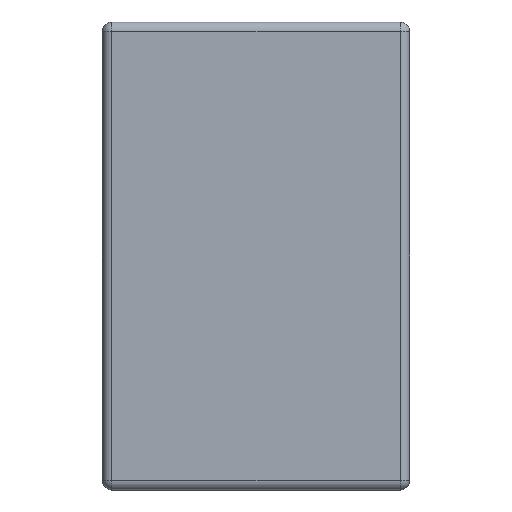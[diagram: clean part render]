
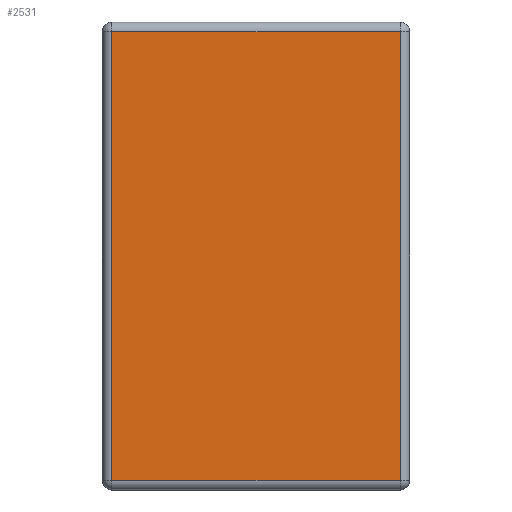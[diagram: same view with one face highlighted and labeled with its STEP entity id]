
A CAD part, left-side view. The second image highlights one B-rep face of the part: STEP entity #2531.
In plain terms, the highlighted planar face has unit normal (-1, 0, 0).
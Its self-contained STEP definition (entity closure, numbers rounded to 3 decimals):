
#17 = ORIENTED_EDGE ( 'NONE', *, *, #391, .T. ) ;
#126 = CARTESIAN_POINT ( 'NONE',  ( 0., 0., 0. ) ) ;
#214 = CARTESIAN_POINT ( 'NONE',  ( 0., 2.227, -0.073 ) ) ;
#391 = EDGE_CURVE ( 'NONE', #690, #3974, #1311, .T. ) ;
#436 = DIRECTION ( 'NONE',  ( 0., 0., -1. ) ) ;
#438 = VECTOR ( 'NONE', #436, 1000. ) ;
#471 = DIRECTION ( 'NONE',  ( -1., 0., 0. ) ) ;
#526 = LINE ( 'NONE', #2288, #1684 ) ;
#620 = AXIS2_PLACEMENT_3D ( 'NONE', #126, #471, #2548 ) ;
#690 = VERTEX_POINT ( 'NONE', #214 ) ;
#791 = ORIENTED_EDGE ( 'NONE', *, *, #1178, .T. ) ;
#923 = VECTOR ( 'NONE', #3084, 1000. ) ;
#1079 = FACE_OUTER_BOUND ( 'NONE', #1794, .T. ) ;
#1128 = CARTESIAN_POINT ( 'NONE',  ( 0., 2.227, -3.5 ) ) ;
#1178 = EDGE_CURVE ( 'NONE', #3282, #3898, #3932, .T. ) ;
#1194 = LINE ( 'NONE', #3775, #923 ) ;
#1272 = ORIENTED_EDGE ( 'NONE', *, *, #3628, .T. ) ;
#1311 = LINE ( 'NONE', #1128, #438 ) ;
#1490 = ORIENTED_EDGE ( 'NONE', *, *, #3888, .T. ) ;
#1684 = VECTOR ( 'NONE', #4357, 1000. ) ;
#1794 = EDGE_LOOP ( 'NONE', ( #1272, #791, #1490, #17 ) ) ;
#1874 = PLANE ( 'NONE',  #620 ) ;
#2288 = CARTESIAN_POINT ( 'NONE',  ( 0., 2.3, -0.073 ) ) ;
#2531 = ADVANCED_FACE ( 'NONE', ( #1079 ), #1874, .T. ) ;
#2548 = DIRECTION ( 'NONE',  ( 0., 0., 1. ) ) ;
#2635 = CARTESIAN_POINT ( 'NONE',  ( 0., 0.073, -3.427 ) ) ;
#2979 = VECTOR ( 'NONE', #3123, 1000. ) ;
#3084 = DIRECTION ( 'NONE',  ( 0., -1., 0. ) ) ;
#3123 = DIRECTION ( 'NONE',  ( 0., 0., 1. ) ) ;
#3282 = VERTEX_POINT ( 'NONE', #2635 ) ;
#3376 = CARTESIAN_POINT ( 'NONE',  ( 0., 0.073, -0.073 ) ) ;
#3428 = CARTESIAN_POINT ( 'NONE',  ( 0., 2.227, -3.427 ) ) ;
#3628 = EDGE_CURVE ( 'NONE', #3974, #3282, #1194, .T. ) ;
#3775 = CARTESIAN_POINT ( 'NONE',  ( 0., 0., -3.427 ) ) ;
#3888 = EDGE_CURVE ( 'NONE', #3898, #690, #526, .T. ) ;
#3898 = VERTEX_POINT ( 'NONE', #3376 ) ;
#3932 = LINE ( 'NONE', #4208, #2979 ) ;
#3974 = VERTEX_POINT ( 'NONE', #3428 ) ;
#4208 = CARTESIAN_POINT ( 'NONE',  ( 0., 0.073, 0. ) ) ;
#4357 = DIRECTION ( 'NONE',  ( 0., 1., 0. ) ) ;
